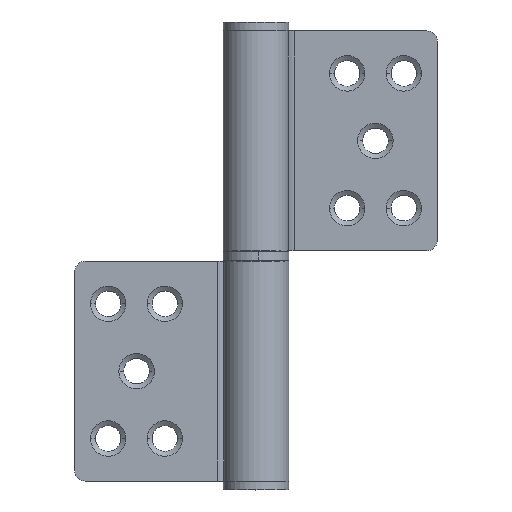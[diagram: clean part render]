
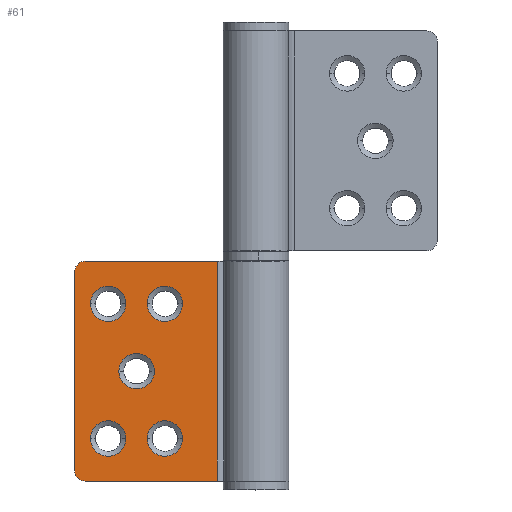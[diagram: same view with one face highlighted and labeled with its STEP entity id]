
A CAD part, top view. The second image highlights one B-rep face of the part: STEP entity #61.
In plain terms, the highlighted planar face has unit normal (0, 0, 1).
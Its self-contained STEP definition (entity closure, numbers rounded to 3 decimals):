
#22=FACE_BOUND('',#286,.T.);
#23=FACE_BOUND('',#287,.T.);
#24=FACE_BOUND('',#288,.T.);
#25=FACE_BOUND('',#289,.T.);
#26=FACE_BOUND('',#290,.T.);
#61=ADVANCED_FACE('',(#173,#22,#23,#24,#25,#26),#1761,.T.);
#173=FACE_OUTER_BOUND('',#285,.T.);
#285=EDGE_LOOP('',(#462,#463,#464,#465,#466,#467));
#286=EDGE_LOOP('',(#468,#469));
#287=EDGE_LOOP('',(#470,#471));
#288=EDGE_LOOP('',(#472,#473));
#289=EDGE_LOOP('',(#474,#475));
#290=EDGE_LOOP('',(#476,#477));
#462=ORIENTED_EDGE('',*,*,#960,.F.);
#463=ORIENTED_EDGE('',*,*,#945,.F.);
#464=ORIENTED_EDGE('',*,*,#962,.F.);
#465=ORIENTED_EDGE('',*,*,#944,.F.);
#466=ORIENTED_EDGE('',*,*,#942,.T.);
#467=ORIENTED_EDGE('',*,*,#946,.T.);
#468=ORIENTED_EDGE('',*,*,#931,.T.);
#469=ORIENTED_EDGE('',*,*,#1004,.T.);
#470=ORIENTED_EDGE('',*,*,#927,.T.);
#471=ORIENTED_EDGE('',*,*,#998,.T.);
#472=ORIENTED_EDGE('',*,*,#923,.T.);
#473=ORIENTED_EDGE('',*,*,#992,.T.);
#474=ORIENTED_EDGE('',*,*,#915,.T.);
#475=ORIENTED_EDGE('',*,*,#980,.T.);
#476=ORIENTED_EDGE('',*,*,#919,.T.);
#477=ORIENTED_EDGE('',*,*,#986,.T.);
#915=EDGE_CURVE('',#1558,#1598,#1196,.T.);
#919=EDGE_CURVE('',#1562,#1602,#1198,.T.);
#923=EDGE_CURVE('',#1566,#1606,#1200,.T.);
#927=EDGE_CURVE('',#1570,#1610,#1202,.T.);
#931=EDGE_CURVE('',#1574,#1614,#1204,.T.);
#942=EDGE_CURVE('',#1584,#1585,#1487,.T.);
#944=EDGE_CURVE('',#1584,#1590,#1170,.T.);
#945=EDGE_CURVE('',#1592,#1591,#1171,.T.);
#946=EDGE_CURVE('',#1585,#1593,#1172,.T.);
#960=EDGE_CURVE('',#1591,#1593,#1216,.T.);
#962=EDGE_CURVE('',#1590,#1592,#1217,.T.);
#980=EDGE_CURVE('',#1598,#1558,#1228,.T.);
#986=EDGE_CURVE('',#1602,#1562,#1232,.T.);
#992=EDGE_CURVE('',#1606,#1566,#1236,.T.);
#998=EDGE_CURVE('',#1610,#1570,#1240,.T.);
#1004=EDGE_CURVE('',#1614,#1574,#1244,.T.);
#1170=B_SPLINE_CURVE_WITH_KNOTS('',1,(#3054,#3055),.UNSPECIFIED.,.F.,.F.,
(2,2),(60.01,88.176),.UNSPECIFIED.);
#1171=B_SPLINE_CURVE_WITH_KNOTS('',1,(#3056,#3057),.UNSPECIFIED.,.F.,.F.,
(2,2),(3.,59.),.UNSPECIFIED.);
#1172=B_SPLINE_CURVE_WITH_KNOTS('',1,(#3058,#3059),.UNSPECIFIED.,.F.,.F.,
(2,2),(60.01,88.176),.UNSPECIFIED.);
#1196=TRIMMED_CURVE($,#1336,(#2965),(#2966),.T.,.CARTESIAN.);
#1198=TRIMMED_CURVE($,#1338,(#2979),(#2980),.T.,.CARTESIAN.);
#1200=TRIMMED_CURVE($,#1340,(#2993),(#2994),.T.,.CARTESIAN.);
#1202=TRIMMED_CURVE($,#1342,(#3007),(#3008),.T.,.CARTESIAN.);
#1204=TRIMMED_CURVE($,#1344,(#3021),(#3022),.T.,.CARTESIAN.);
#1216=TRIMMED_CURVE($,#1356,(#3093),(#3094),.T.,.CARTESIAN.);
#1217=TRIMMED_CURVE($,#1357,(#3098),(#3099),.T.,.CARTESIAN.);
#1228=TRIMMED_CURVE($,#1368,(#3157),(#3158),.T.,.CARTESIAN.);
#1232=TRIMMED_CURVE($,#1372,(#3177),(#3178),.T.,.CARTESIAN.);
#1236=TRIMMED_CURVE($,#1376,(#3197),(#3198),.T.,.CARTESIAN.);
#1240=TRIMMED_CURVE($,#1380,(#3217),(#3218),.T.,.CARTESIAN.);
#1244=TRIMMED_CURVE($,#1384,(#3237),(#3238),.T.,.CARTESIAN.);
#1336=CIRCLE('',#1934,5.);
#1338=CIRCLE('',#1936,5.);
#1340=CIRCLE('',#1938,5.);
#1342=CIRCLE('',#1940,5.);
#1344=CIRCLE('',#1942,5.);
#1356=CIRCLE('',#1954,3.);
#1357=CIRCLE('',#1955,3.);
#1368=CIRCLE('',#1966,5.);
#1372=CIRCLE('',#1970,5.);
#1376=CIRCLE('',#1974,5.);
#1380=CIRCLE('',#1978,5.);
#1384=CIRCLE('',#1982,5.);
#1487=(
BOUNDED_CURVE()
B_SPLINE_CURVE(1,(#3049,#3050),.UNSPECIFIED.,.F.,.F.)
B_SPLINE_CURVE_WITH_KNOTS((2,2),(0.,62.),.UNSPECIFIED.)
CURVE()
GEOMETRIC_REPRESENTATION_ITEM()
RATIONAL_B_SPLINE_CURVE((1.,1.))
REPRESENTATION_ITEM('')
);
#1558=VERTEX_POINT('',#2900);
#1562=VERTEX_POINT('',#2904);
#1566=VERTEX_POINT('',#2908);
#1570=VERTEX_POINT('',#2912);
#1574=VERTEX_POINT('',#2916);
#1584=VERTEX_POINT('',#2926);
#1585=VERTEX_POINT('',#2927);
#1590=VERTEX_POINT('',#2932);
#1591=VERTEX_POINT('',#2933);
#1592=VERTEX_POINT('',#2934);
#1593=VERTEX_POINT('',#2935);
#1598=VERTEX_POINT('',#2940);
#1602=VERTEX_POINT('',#2944);
#1606=VERTEX_POINT('',#2948);
#1610=VERTEX_POINT('',#2952);
#1614=VERTEX_POINT('',#2956);
#1761=PLANE('',#1915);
#1915=AXIS2_PLACEMENT_3D('',#2681,#2128,$);
#1934=AXIS2_PLACEMENT_3D($,#2964,#2147,#2148);
#1936=AXIS2_PLACEMENT_3D($,#2978,#2151,#2152);
#1938=AXIS2_PLACEMENT_3D($,#2992,#2155,#2156);
#1940=AXIS2_PLACEMENT_3D($,#3006,#2159,#2160);
#1942=AXIS2_PLACEMENT_3D($,#3020,#2163,#2164);
#1954=AXIS2_PLACEMENT_3D($,#3092,#2187,#2188);
#1955=AXIS2_PLACEMENT_3D($,#3097,#2189,#2190);
#1966=AXIS2_PLACEMENT_3D($,#3156,#2211,#2212);
#1970=AXIS2_PLACEMENT_3D($,#3176,#2219,#2220);
#1974=AXIS2_PLACEMENT_3D($,#3196,#2227,#2228);
#1978=AXIS2_PLACEMENT_3D($,#3216,#2235,#2236);
#1982=AXIS2_PLACEMENT_3D($,#3236,#2243,#2244);
#2128=DIRECTION('',(0.,0.,1.));
#2147=DIRECTION('',(0.,0.,-1.));
#2148=DIRECTION('',(1.,0.,0.));
#2151=DIRECTION('',(0.,0.,-1.));
#2152=DIRECTION('',(1.,0.,0.));
#2155=DIRECTION('',(0.,0.,-1.));
#2156=DIRECTION('',(1.,0.,0.));
#2159=DIRECTION('',(0.,0.,-1.));
#2160=DIRECTION('',(1.,0.,0.));
#2163=DIRECTION('',(0.,0.,-1.));
#2164=DIRECTION('',(1.,0.,0.));
#2187=DIRECTION('',(0.,0.,-1.));
#2188=DIRECTION('',(-1.,0.,0.));
#2189=DIRECTION('',(0.,0.,-1.));
#2190=DIRECTION('',(0.,-1.,0.));
#2211=DIRECTION('',(0.,0.,-1.));
#2212=DIRECTION('',(-1.,0.,0.));
#2219=DIRECTION('',(0.,0.,-1.));
#2220=DIRECTION('',(-1.,0.,0.));
#2227=DIRECTION('',(0.,0.,-1.));
#2228=DIRECTION('',(-1.,0.,0.));
#2235=DIRECTION('',(0.,0.,-1.));
#2236=DIRECTION('',(-1.,0.,0.));
#2243=DIRECTION('',(0.,0.,-1.));
#2244=DIRECTION('',(-1.,0.,0.));
#2681=CARTESIAN_POINT('',(-10.945,-65.,1.287));
#2900=CARTESIAN_POINT('',(-36.775,-53.,1.287));
#2904=CARTESIAN_POINT('',(-20.775,-53.,1.287));
#2908=CARTESIAN_POINT('',(-28.775,-34.,1.287));
#2912=CARTESIAN_POINT('',(-20.775,-15.,1.287));
#2916=CARTESIAN_POINT('',(-36.775,-15.,1.287));
#2926=CARTESIAN_POINT('',(-10.945,-65.,1.287));
#2927=CARTESIAN_POINT('',(-10.945,-3.,1.287));
#2932=CARTESIAN_POINT('',(-48.275,-65.,1.287));
#2933=CARTESIAN_POINT('',(-51.275,-6.,1.287));
#2934=CARTESIAN_POINT('',(-51.275,-62.,1.287));
#2935=CARTESIAN_POINT('',(-48.275,-3.,1.287));
#2940=CARTESIAN_POINT('',(-46.775,-53.,1.287));
#2944=CARTESIAN_POINT('',(-30.775,-53.,1.287));
#2948=CARTESIAN_POINT('',(-38.775,-34.,1.287));
#2952=CARTESIAN_POINT('',(-30.775,-15.,1.287));
#2956=CARTESIAN_POINT('',(-46.775,-15.,1.287));
#2964=CARTESIAN_POINT('',(-41.775,-53.,1.287));
#2965=CARTESIAN_POINT('',(-36.775,-53.,1.287));
#2966=CARTESIAN_POINT('',(-46.775,-53.,1.287));
#2978=CARTESIAN_POINT('',(-25.775,-53.,1.287));
#2979=CARTESIAN_POINT('',(-20.775,-53.,1.287));
#2980=CARTESIAN_POINT('',(-30.775,-53.,1.287));
#2992=CARTESIAN_POINT('',(-33.775,-34.,1.287));
#2993=CARTESIAN_POINT('',(-28.775,-34.,1.287));
#2994=CARTESIAN_POINT('',(-38.775,-34.,1.287));
#3006=CARTESIAN_POINT('',(-25.775,-15.,1.287));
#3007=CARTESIAN_POINT('',(-20.775,-15.,1.287));
#3008=CARTESIAN_POINT('',(-30.775,-15.,1.287));
#3020=CARTESIAN_POINT('',(-41.775,-15.,1.287));
#3021=CARTESIAN_POINT('',(-36.775,-15.,1.287));
#3022=CARTESIAN_POINT('',(-46.775,-15.,1.287));
#3049=CARTESIAN_POINT('',(-10.945,-65.,1.287));
#3050=CARTESIAN_POINT('',(-10.945,-3.,1.287));
#3054=CARTESIAN_POINT('',(-10.945,-65.,1.287));
#3055=CARTESIAN_POINT('',(-48.275,-65.,1.287));
#3056=CARTESIAN_POINT('',(-51.275,-62.,1.287));
#3057=CARTESIAN_POINT('',(-51.275,-6.,1.287));
#3058=CARTESIAN_POINT('',(-10.945,-3.,1.287));
#3059=CARTESIAN_POINT('',(-48.275,-3.,1.287));
#3092=CARTESIAN_POINT('',(-48.275,-6.,1.287));
#3093=CARTESIAN_POINT('',(-51.275,-6.,1.287));
#3094=CARTESIAN_POINT('',(-48.275,-3.,1.287));
#3097=CARTESIAN_POINT('',(-48.275,-62.,1.287));
#3098=CARTESIAN_POINT('',(-48.275,-65.,1.287));
#3099=CARTESIAN_POINT('',(-51.275,-62.,1.287));
#3156=CARTESIAN_POINT('',(-41.775,-53.,1.287));
#3157=CARTESIAN_POINT('',(-46.775,-53.,1.287));
#3158=CARTESIAN_POINT('',(-36.775,-53.,1.287));
#3176=CARTESIAN_POINT('',(-25.775,-53.,1.287));
#3177=CARTESIAN_POINT('',(-30.775,-53.,1.287));
#3178=CARTESIAN_POINT('',(-20.775,-53.,1.287));
#3196=CARTESIAN_POINT('',(-33.775,-34.,1.287));
#3197=CARTESIAN_POINT('',(-38.775,-34.,1.287));
#3198=CARTESIAN_POINT('',(-28.775,-34.,1.287));
#3216=CARTESIAN_POINT('',(-25.775,-15.,1.287));
#3217=CARTESIAN_POINT('',(-30.775,-15.,1.287));
#3218=CARTESIAN_POINT('',(-20.775,-15.,1.287));
#3236=CARTESIAN_POINT('',(-41.775,-15.,1.287));
#3237=CARTESIAN_POINT('',(-46.775,-15.,1.287));
#3238=CARTESIAN_POINT('',(-36.775,-15.,1.287));
